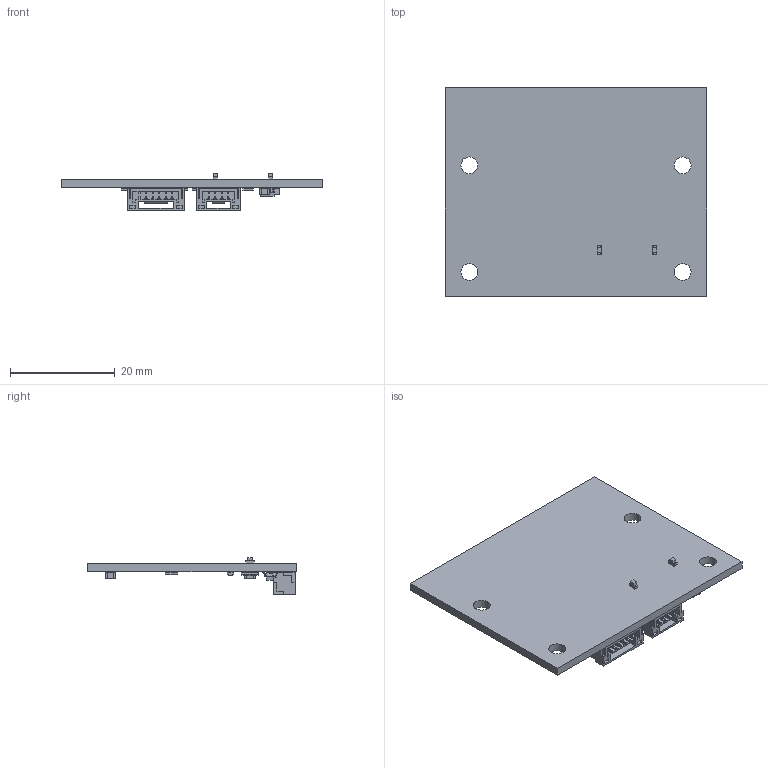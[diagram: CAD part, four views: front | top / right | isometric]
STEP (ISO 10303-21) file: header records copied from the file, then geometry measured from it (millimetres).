
FILE_DESCRIPTION(('KiCad electronic assembly'),'2;1');
FILE_NAME('TFGPSLITE01.step','2024-10-18T12:55:22',('Pcbnew'),('Kicad'), 'Open CASCADE STEP processor 7.6','KiCad to STEP converter','Unknown' );
FILE_SCHEMA(('AUTOMOTIVE_DESIGN { 1 0 10303 214 1 1 1 1 }'));
Length unit declared in the file: millimetre
Products named in the file (18): TFGPSLITE01 1; LED_0603_1608Metric; R_0805_2012Metric; SOT-23-5; SOT_23_5; C_0805_2012Metric; D_SOD-523; D_SOD_523; JST_GH_SM06B-GHS-TB_1x06-1MP_P1.25mm_Horizontal; JST_SM06B_GHS_TB; JST_GH_SM04B-GHS-TB_1x04-1MP_P1.25mm_Horizontal; JST_SM04B_GHS_TB; R_1206_3216Metric; kibot_x6fsdts3_PCB
Assembly tree (30 placements, depth 3):
  TFGPSLITE01 1
    LED_0603_1608Metric  x2
      LED_0603_1608Metric
    R_0805_2012Metric  x11
      R_0805_2012Metric
    SOT-23-5
      SOT_23_5
    C_0805_2012Metric  x3
      C_0805_2012Metric
    D_SOD-523
      D_SOD_523
    JST_GH_SM06B-GHS-TB_1x06-1MP_P1.25mm_Horizontal
      JST_SM06B_GHS_TB
    JST_GH_SM04B-GHS-TB_1x04-1MP_P1.25mm_Horizontal
      JST_SM04B_GHS_TB
    R_1206_3216Metric
      R_1206_3216Metric
    kibot_x6fsdts3_PCB
Bounding box: 49.8 x 39.64 x 7.04 mm (x, y, z)
Volume: 3327.5 mm3; surface area: 5082.9 mm2
Topology: 22 solids, 22 shells, 1110 faces, 2977 edges, 1938 vertices
Faces by surface type: plane 899, cylinder 172, bspline 39
Full cylindrical faces by diameter (mm): 3.2 x4
Entity records: 28498 total; most frequent: CARTESIAN_POINT 4292, ORIENTED_EDGE 4040, DIRECTION 3568, EDGE_CURVE 2020, LINE 1856, VECTOR 1856, VERTEX_POINT 1316, AXIS2_PLACEMENT_3D 856
